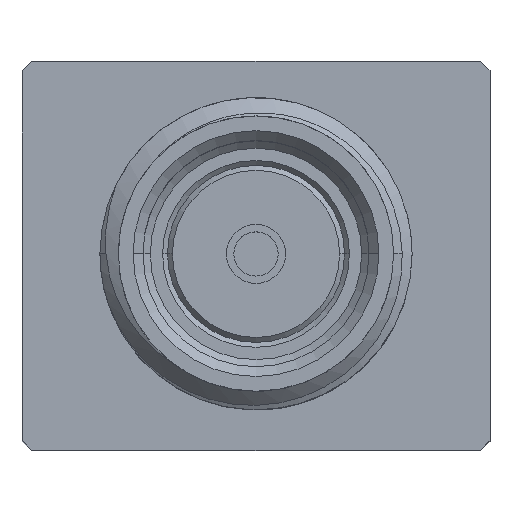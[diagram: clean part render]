
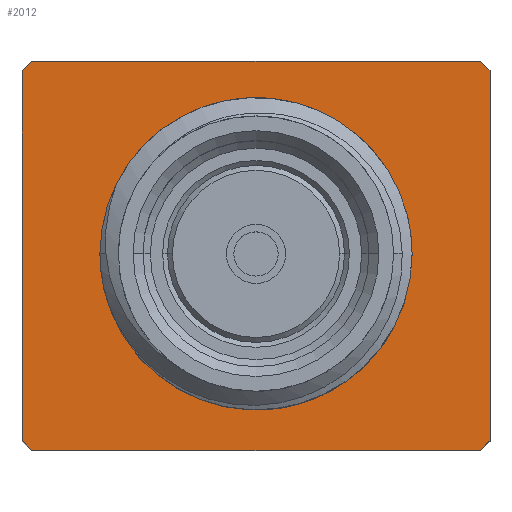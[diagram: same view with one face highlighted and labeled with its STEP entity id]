
A CAD part, top view. The second image highlights one B-rep face of the part: STEP entity #2012.
In plain terms, the highlighted planar face has unit normal (0, 0, 1).
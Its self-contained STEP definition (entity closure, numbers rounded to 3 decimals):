
#6 = DIRECTION ( 'NONE',  ( -0.707, 0.707, 0. ) ) ;
#41 = CARTESIAN_POINT ( 'NONE',  ( 4.76, -3.39, 1.63 ) ) ;
#144 = ORIENTED_EDGE ( 'NONE', *, *, #4203, .T. ) ;
#385 = CARTESIAN_POINT ( 'NONE',  ( -2.8, 0.4, 1.63 ) ) ;
#644 = ORIENTED_EDGE ( 'NONE', *, *, #1047, .F. ) ;
#680 = VECTOR ( 'NONE', #4654, 1000. ) ;
#785 = CARTESIAN_POINT ( 'NONE',  ( -4.76, -3.39, 1.63 ) ) ;
#814 = EDGE_CURVE ( 'NONE', #4309, #3774, #5186, .T. ) ;
#825 = VECTOR ( 'NONE', #5086, 1000. ) ;
#1022 = LINE ( 'NONE', #3801, #680 ) ;
#1029 = VECTOR ( 'NONE', #3477, 1000. ) ;
#1047 = EDGE_CURVE ( 'NONE', #1931, #4067, #3268, .T. ) ;
#1147 = CARTESIAN_POINT ( 'NONE',  ( 4.76, 4.33, 1.63 ) ) ;
#1168 = LINE ( 'NONE', #3783, #825 ) ;
#1192 = DIRECTION ( 'NONE',  ( 1., 0., 0. ) ) ;
#1225 = ORIENTED_EDGE ( 'NONE', *, *, #2158, .T. ) ;
#1241 = LINE ( 'NONE', #4253, #2506 ) ;
#1401 = EDGE_CURVE ( 'NONE', #5153, #5144, #2044, .T. ) ;
#1427 = DIRECTION ( 'NONE',  ( 0.707, -0.707, 0. ) ) ;
#1455 = ORIENTED_EDGE ( 'NONE', *, *, #1401, .T. ) ;
#1597 = PLANE ( 'NONE',  #3296 ) ;
#1688 = CARTESIAN_POINT ( 'NONE',  ( 4.76, 4.13, 1.63 ) ) ;
#1786 = EDGE_CURVE ( 'NONE', #3374, #4067, #3142, .T. ) ;
#1896 = CARTESIAN_POINT ( 'NONE',  ( 2.8, 0.4, 1.63 ) ) ;
#1931 = VERTEX_POINT ( 'NONE', #2391 ) ;
#1933 = AXIS2_PLACEMENT_3D ( 'NONE', #5177, #3813, #2898 ) ;
#1955 = LINE ( 'NONE', #41, #1029 ) ;
#2012 = ADVANCED_FACE ( 'NONE', ( #2163, #4140 ), #1597, .F. ) ;
#2028 = DIRECTION ( 'NONE',  ( -0.707, -0.707, 0. ) ) ;
#2044 = LINE ( 'NONE', #1688, #3959 ) ;
#2079 = VERTEX_POINT ( 'NONE', #2933 ) ;
#2085 = EDGE_CURVE ( 'NONE', #4157, #2079, #1241, .T. ) ;
#2101 = VECTOR ( 'NONE', #5615, 1000. ) ;
#2145 = EDGE_LOOP ( 'NONE', ( #5358, #3088, #144, #3939, #644, #1225, #4514, #1455 ) ) ;
#2158 = EDGE_CURVE ( 'NONE', #1931, #2917, #1955, .T. ) ;
#2163 = FACE_BOUND ( 'NONE', #5421, .T. ) ;
#2208 = AXIS2_PLACEMENT_3D ( 'NONE', #3328, #3310, #1192 ) ;
#2391 = CARTESIAN_POINT ( 'NONE',  ( 4.56, -3.59, 1.63 ) ) ;
#2506 = VECTOR ( 'NONE', #2028, 1000. ) ;
#2746 = EDGE_CURVE ( 'NONE', #3774, #4309, #5586, .T. ) ;
#2873 = CARTESIAN_POINT ( 'NONE',  ( -4.56, -3.59, 1.63 ) ) ;
#2898 = DIRECTION ( 'NONE',  ( 1., 0., 0. ) ) ;
#2917 = VERTEX_POINT ( 'NONE', #3232 ) ;
#2933 = CARTESIAN_POINT ( 'NONE',  ( -4.76, 4.13, 1.63 ) ) ;
#3070 = DIRECTION ( 'NONE',  ( -1., 0., 0. ) ) ;
#3088 = ORIENTED_EDGE ( 'NONE', *, *, #2085, .T. ) ;
#3142 = LINE ( 'NONE', #4854, #4771 ) ;
#3149 = VECTOR ( 'NONE', #3070, 1000. ) ;
#3232 = CARTESIAN_POINT ( 'NONE',  ( 4.76, -3.39, 1.63 ) ) ;
#3254 = CARTESIAN_POINT ( 'NONE',  ( -4.56, 4.33, 1.63 ) ) ;
#3268 = LINE ( 'NONE', #3822, #2101 ) ;
#3296 = AXIS2_PLACEMENT_3D ( 'NONE', #1147, #3800, #5561 ) ;
#3310 = DIRECTION ( 'NONE',  ( 0., 0., 1. ) ) ;
#3328 = CARTESIAN_POINT ( 'NONE',  ( 0., 0.4, 1.63 ) ) ;
#3374 = VERTEX_POINT ( 'NONE', #785 ) ;
#3477 = DIRECTION ( 'NONE',  ( 0.707, 0.707, 0. ) ) ;
#3655 = EDGE_CURVE ( 'NONE', #5144, #4157, #4291, .T. ) ;
#3774 = VERTEX_POINT ( 'NONE', #1896 ) ;
#3783 = CARTESIAN_POINT ( 'NONE',  ( -4.76, 4.33, 1.63 ) ) ;
#3800 = DIRECTION ( 'NONE',  ( 0., 0., -1. ) ) ;
#3801 = CARTESIAN_POINT ( 'NONE',  ( 4.76, 4.33, 1.63 ) ) ;
#3813 = DIRECTION ( 'NONE',  ( 0., 0., 1. ) ) ;
#3822 = CARTESIAN_POINT ( 'NONE',  ( 4.76, -3.59, 1.63 ) ) ;
#3939 = ORIENTED_EDGE ( 'NONE', *, *, #1786, .T. ) ;
#3951 = CARTESIAN_POINT ( 'NONE',  ( 4.76, 4.13, 1.63 ) ) ;
#3959 = VECTOR ( 'NONE', #6, 1000. ) ;
#4006 = ORIENTED_EDGE ( 'NONE', *, *, #2746, .F. ) ;
#4067 = VERTEX_POINT ( 'NONE', #2873 ) ;
#4140 = FACE_OUTER_BOUND ( 'NONE', #2145, .T. ) ;
#4157 = VERTEX_POINT ( 'NONE', #3254 ) ;
#4203 = EDGE_CURVE ( 'NONE', #2079, #3374, #1168, .T. ) ;
#4253 = CARTESIAN_POINT ( 'NONE',  ( -4.56, 4.33, 1.63 ) ) ;
#4291 = LINE ( 'NONE', #5229, #3149 ) ;
#4309 = VERTEX_POINT ( 'NONE', #385 ) ;
#4468 = ORIENTED_EDGE ( 'NONE', *, *, #814, .F. ) ;
#4514 = ORIENTED_EDGE ( 'NONE', *, *, #4599, .F. ) ;
#4599 = EDGE_CURVE ( 'NONE', #5153, #2917, #1022, .T. ) ;
#4654 = DIRECTION ( 'NONE',  ( 0., -1., 0. ) ) ;
#4771 = VECTOR ( 'NONE', #1427, 1000. ) ;
#4854 = CARTESIAN_POINT ( 'NONE',  ( -4.56, -3.59, 1.63 ) ) ;
#5086 = DIRECTION ( 'NONE',  ( 0., -1., 0. ) ) ;
#5144 = VERTEX_POINT ( 'NONE', #5262 ) ;
#5153 = VERTEX_POINT ( 'NONE', #3951 ) ;
#5177 = CARTESIAN_POINT ( 'NONE',  ( 0., 0.4, 1.63 ) ) ;
#5186 = CIRCLE ( 'NONE', #2208, 2.8 ) ;
#5229 = CARTESIAN_POINT ( 'NONE',  ( 4.76, 4.33, 1.63 ) ) ;
#5262 = CARTESIAN_POINT ( 'NONE',  ( 4.56, 4.33, 1.63 ) ) ;
#5358 = ORIENTED_EDGE ( 'NONE', *, *, #3655, .T. ) ;
#5421 = EDGE_LOOP ( 'NONE', ( #4468, #4006 ) ) ;
#5561 = DIRECTION ( 'NONE',  ( 0., 1., 0. ) ) ;
#5586 = CIRCLE ( 'NONE', #1933, 2.8 ) ;
#5615 = DIRECTION ( 'NONE',  ( -1., 0., 0. ) ) ;
